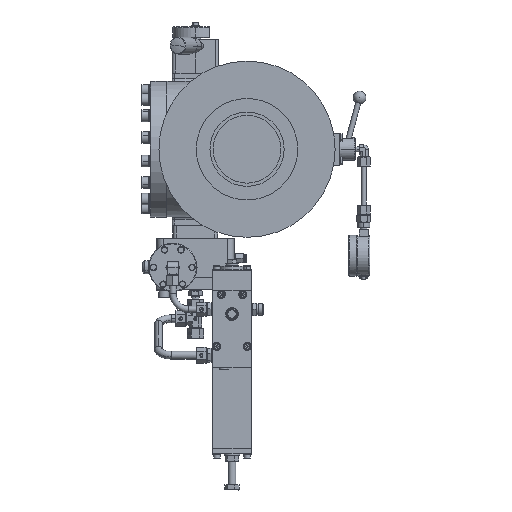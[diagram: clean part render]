
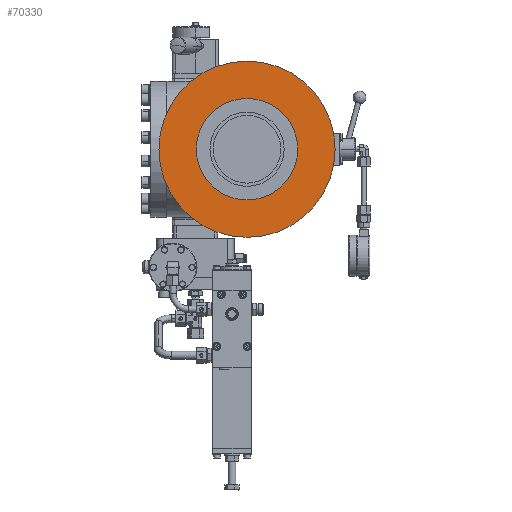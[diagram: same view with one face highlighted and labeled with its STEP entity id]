
A CAD part, left-side view. The second image highlights one B-rep face of the part: STEP entity #70330.
In plain terms, the highlighted planar face has unit normal (-1, 0, 0).
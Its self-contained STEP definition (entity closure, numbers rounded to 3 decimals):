
#2259 = EDGE_CURVE ( 'Defeature ausgef�hrt2_11+Defeature ausgef�hrt2_213+Defeature ausgef�hrt2_213+Defeature ausgef�hrt2_213', #2511, #79866, #100495, .T. ) ;
#2511 = VERTEX_POINT ( 'NONE', #96845 ) ;
#5432 = EDGE_CURVE ( 'Defeature ausgef�hrt2_212+Defeature ausgef�hrt2_213+Defeature ausgef�hrt2_213+Defeature ausgef�hrt2_213', #45946, #66828, #21119, .T. ) ;
#7866 = CARTESIAN_POINT ( 'NONE',  ( -223.424, -17.132, 350. ) ) ;
#8615 = DIRECTION ( 'NONE',  ( 0., 0., 1. ) ) ;
#15491 = CARTESIAN_POINT ( 'NONE',  ( -223.424, -17.132, 428.6 ) ) ;
#18537 = DIRECTION ( 'NONE',  ( -1., 0., 0. ) ) ;
#21119 = CIRCLE ( 'NONE', #44519, 78.6 ) ;
#22311 = DIRECTION ( 'NONE',  ( 1., 0., 0. ) ) ;
#23953 = EDGE_CURVE ( 'Defeature ausgef�hrt2_11+Defeature ausgef�hrt2_213+Defeature ausgef�hrt2_213+Defeature ausgef�hrt2_213', #79866, #2511, #38402, .T. ) ;
#27520 = CARTESIAN_POINT ( 'NONE',  ( -223.424, -17.132, 350. ) ) ;
#27605 = EDGE_LOOP ( 'NONE', ( #60329, #74592 ) ) ;
#28633 = ORIENTED_EDGE ( 'NONE', *, *, #5432, .F. ) ;
#36963 = AXIS2_PLACEMENT_3D ( 'NONE', #27520, #44467, #61253 ) ;
#38402 = CIRCLE ( 'NONE', #95788, 136.5 ) ;
#44411 = AXIS2_PLACEMENT_3D ( 'NONE', #70963, #18537, #79810 ) ;
#44467 = DIRECTION ( 'NONE',  ( -1., 0., 0. ) ) ;
#44519 = AXIS2_PLACEMENT_3D ( 'NONE', #7866, #61230, #8615 ) ;
#45946 = VERTEX_POINT ( 'NONE', #15491 ) ;
#47314 = EDGE_LOOP ( 'NONE', ( #28633, #79034 ) ) ;
#52468 = CIRCLE ( 'NONE', #36963, 78.6 ) ;
#53415 = PLANE ( 'NONE',  #44411 ) ;
#53842 = DIRECTION ( 'NONE',  ( 1., 0., 0. ) ) ;
#54613 = CARTESIAN_POINT ( 'NONE',  ( -223.424, -17.132, 350. ) ) ;
#60329 = ORIENTED_EDGE ( 'NONE', *, *, #23953, .F. ) ;
#61230 = DIRECTION ( 'NONE',  ( -1., 0., 0. ) ) ;
#61253 = DIRECTION ( 'NONE',  ( 0., 0., 1. ) ) ;
#65670 = EDGE_CURVE ( 'Defeature ausgef�hrt2_212+Defeature ausgef�hrt2_213+Defeature ausgef�hrt2_213+Defeature ausgef�hrt2_213', #66828, #45946, #52468, .T. ) ;
#66722 = DIRECTION ( 'NONE',  ( 0., 0., 1. ) ) ;
#66828 = VERTEX_POINT ( 'NONE', #100587 ) ;
#70309 = FACE_OUTER_BOUND ( 'NONE', #27605, .T. ) ;
#70330 = ADVANCED_FACE ( 'Defeature ausgef�hrt2_213', ( #70309, #103134 ), #53415, .T. ) ;
#70963 = CARTESIAN_POINT ( 'NONE',  ( -223.424, 159.963, 350. ) ) ;
#74592 = ORIENTED_EDGE ( 'NONE', *, *, #2259, .F. ) ;
#75721 = CARTESIAN_POINT ( 'NONE',  ( -223.424, -17.132, 486.5 ) ) ;
#79034 = ORIENTED_EDGE ( 'NONE', *, *, #65670, .F. ) ;
#79810 = DIRECTION ( 'NONE',  ( 0., 0., 1. ) ) ;
#79866 = VERTEX_POINT ( 'NONE', #75721 ) ;
#86259 = AXIS2_PLACEMENT_3D ( 'NONE', #109591, #22311, #66722 ) ;
#95788 = AXIS2_PLACEMENT_3D ( 'NONE', #54613, #53842, #97818 ) ;
#96845 = CARTESIAN_POINT ( 'NONE',  ( -223.424, -17.132, 213.5 ) ) ;
#97818 = DIRECTION ( 'NONE',  ( 0., 0., 1. ) ) ;
#100495 = CIRCLE ( 'NONE', #86259, 136.5 ) ;
#100587 = CARTESIAN_POINT ( 'NONE',  ( -223.424, -17.132, 271.4 ) ) ;
#103134 = FACE_BOUND ( 'NONE', #47314, .T. ) ;
#109591 = CARTESIAN_POINT ( 'NONE',  ( -223.424, -17.132, 350. ) ) ;
